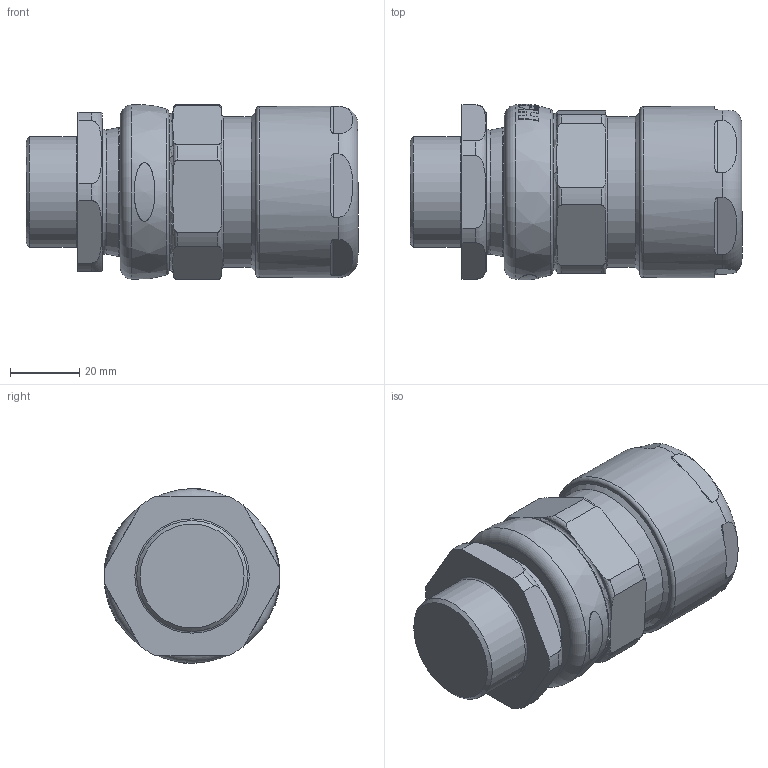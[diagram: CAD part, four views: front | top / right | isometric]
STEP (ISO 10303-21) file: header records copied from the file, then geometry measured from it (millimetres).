
FILE_DESCRIPTION(/* description */ (''),/* implementation_level */ '2;1');
FILE_NAME(/* name */ '701_X C.stp',/* time_stamp */ '2019-08-02T22:48:59+05:00',/* author */ ('vinaykumark'),/* organization */ (''),/* preprocessor_version */ 'ST-DEVELOPER v16.13',/* originating_system */ 'Autodesk Inventor 2018',/* authorisation */ '');
FILE_SCHEMA (('AUTOMOTIVE_DESIGN { 1 0 10303 214 3 1 1 }'));
Length unit declared in the file: millimetre
Products named in the file (1): 701_X A
Bounding box: 95.83 x 50.75 x 50.49 mm (x, y, z)
Volume: 230023.1 mm3; surface area: 54437.9 mm2
Topology: 9 solids, 9 shells, 740 faces, 2064 edges, 1340 vertices
Faces by surface type: plane 314, torus 160, cone 100, bspline 86, cylinder 80
Full cylindrical faces by diameter (mm): 32 x1, 33.3 x1, 33.75 x1, 36.277 x1, 37 x1, 38 x1, 38.1 x2, 38.8 x2, 41.275 x1, 43.54 x2, 44 x1, 44.4 x1, 45.15 x1, 46 x1, 49.5 x1
Entity records: 28498 total; most frequent: CARTESIAN_POINT 9793, ORIENTED_EDGE 3998, DIRECTION 3568, EDGE_CURVE 1999, AXIS2_PLACEMENT_3D 1514, VERTEX_POINT 1331, EDGE_LOOP 824, CIRCLE 751
